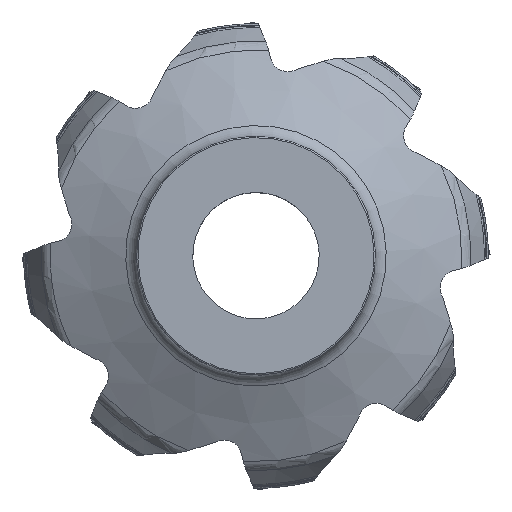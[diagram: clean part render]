
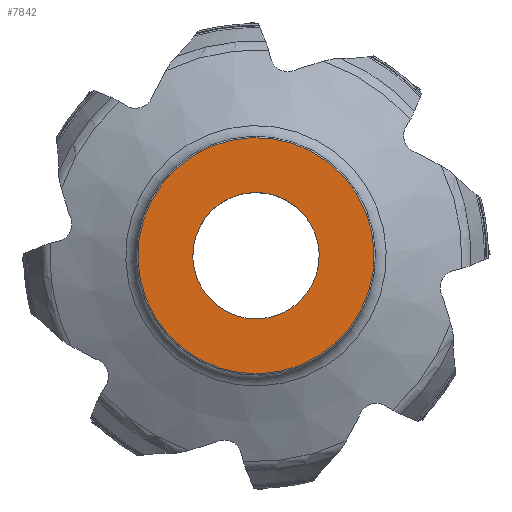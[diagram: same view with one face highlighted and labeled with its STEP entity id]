
A CAD part, top view. The second image highlights one B-rep face of the part: STEP entity #7842.
In plain terms, the highlighted planar face has unit normal (0, 0, 1).
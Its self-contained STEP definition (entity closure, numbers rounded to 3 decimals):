
#1607=FACE_BOUND('',#15475,.T.);
#1608=FACE_BOUND('',#15476,.T.);
#7842=ADVANCED_FACE('CU_BACK_F001',(#1607,#1608),#8575,.F.);
#8575=PLANE('',#62431);
#15475=EDGE_LOOP('',(#37018));
#15476=EDGE_LOOP('',(#37019));
#18195=CIRCLE('',#57272,19.056);
#20435=CIRCLE('',#62429,35.6);
#37018=ORIENTED_EDGE('',*,*,#44114,.F.);
#37019=ORIENTED_EDGE('',*,*,#50867,.T.);
#38500=VERTEX_POINT('',#86382);
#42451=VERTEX_POINT('',#127015);
#44114=EDGE_CURVE('',#38500,#38500,#18195,.T.);
#50867=EDGE_CURVE('',#42451,#42451,#20435,.T.);
#57272=AXIS2_PLACEMENT_3D('',#86381,#64964,#64965);
#62429=AXIS2_PLACEMENT_3D('',#127014,#77444,#77445);
#62431=AXIS2_PLACEMENT_3D('',#127017,#77448,#77449);
#64964=DIRECTION('',(0.,0.,1.));
#64965=DIRECTION('',(0.978,0.208,0.));
#77444=DIRECTION('',(0.,0.,1.));
#77445=DIRECTION('',(0.978,0.208,0.));
#77448=DIRECTION('',(0.,0.,-1.));
#77449=DIRECTION('',(-0.978,-0.208,0.));
#86381=CARTESIAN_POINT('',(0.,0.,
0.));
#86382=CARTESIAN_POINT('',(18.64,3.962,0.));
#127014=CARTESIAN_POINT('',(0.,0.,
0.));
#127015=CARTESIAN_POINT('',(34.822,7.402,0.));
#127017=CARTESIAN_POINT('',(-35.5,0.,0.));
